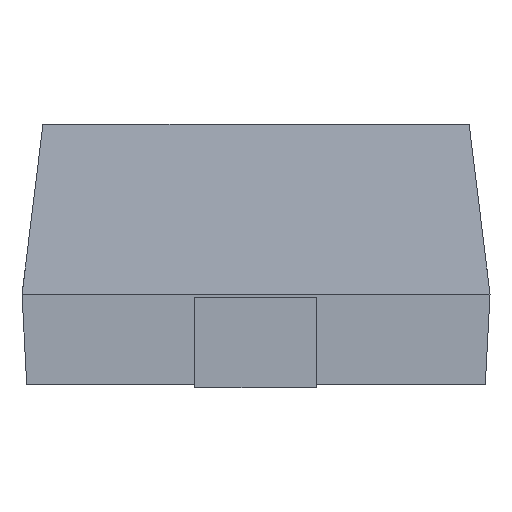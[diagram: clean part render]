
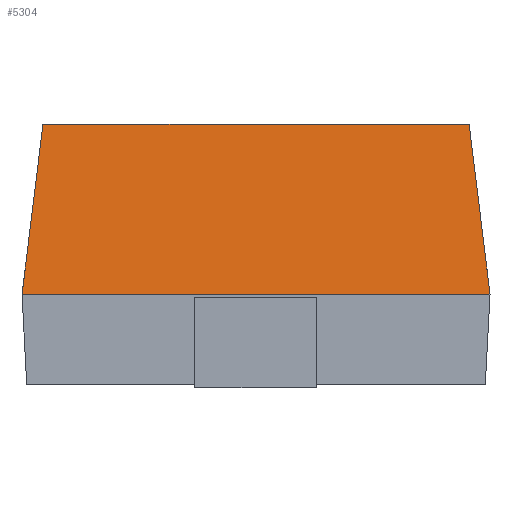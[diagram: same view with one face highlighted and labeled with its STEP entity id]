
A CAD part, left-side view. The second image highlights one B-rep face of the part: STEP entity #5304.
In plain terms, the highlighted planar face has unit normal (-0.993, 0, 0.122).
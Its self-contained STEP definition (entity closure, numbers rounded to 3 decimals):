
#985 = PLANE('',#986);
#986 = AXIS2_PLACEMENT_3D('',#987,#988,#989);
#987 = CARTESIAN_POINT('',(0.,0.,0.76
    ));
#988 = DIRECTION('',(0.,0.,-1.));
#989 = DIRECTION('',(0.,1.,0.));
#1201 = VERTEX_POINT('',#1202);
#1202 = CARTESIAN_POINT('',(-0.84,0.615,0.76));
#1216 = PLANE('',#1217);
#1217 = AXIS2_PLACEMENT_3D('',#1218,#1219,#1220);
#1218 = CARTESIAN_POINT('',(1.911,0.675,0.268));
#1219 = DIRECTION('',(0.,-0.993,
    -0.122));
#1220 = DIRECTION('',(0.,0.122,-0.993
    ));
#1257 = VERTEX_POINT('',#1258);
#1258 = CARTESIAN_POINT('',(-0.84,-0.615,0.76));
#1272 = PLANE('',#1273);
#1273 = AXIS2_PLACEMENT_3D('',#1274,#1275,#1276);
#1274 = CARTESIAN_POINT('',(1.911,-0.675,0.27));
#1275 = DIRECTION('',(0.,-0.993,
    0.122));
#1276 = DIRECTION('',(0.,-0.122,
    -0.993));
#1284 = EDGE_CURVE('',#1257,#1201,#1285,.T.);
#1285 = SURFACE_CURVE('',#1286,(#1290,#1297),.PCURVE_S1.);
#1286 = LINE('',#1287,#1288);
#1287 = CARTESIAN_POINT('',(-0.84,0.,0.76));
#1288 = VECTOR('',#1289,1.);
#1289 = DIRECTION('',(0.,1.,0.));
#1290 = PCURVE('',#985,#1291);
#1291 = DEFINITIONAL_REPRESENTATION('',(#1292),#1296);
#1292 = LINE('',#1293,#1294);
#1293 = CARTESIAN_POINT('',(0.,-0.84));
#1294 = VECTOR('',#1295,1.);
#1295 = DIRECTION('',(1.,0.));
#1296 = ( GEOMETRIC_REPRESENTATION_CONTEXT(2) 
PARAMETRIC_REPRESENTATION_CONTEXT() REPRESENTATION_CONTEXT('2D SPACE',''
  ) );
#1297 = PCURVE('',#1298,#1303);
#1298 = PLANE('',#1299);
#1299 = AXIS2_PLACEMENT_3D('',#1300,#1301,#1302);
#1300 = CARTESIAN_POINT('',(-0.9,1.262,0.27));
#1301 = DIRECTION('',(-0.993,0.,0.122
    ));
#1302 = DIRECTION('',(-0.122,0.,
    -0.993));
#1303 = DEFINITIONAL_REPRESENTATION('',(#1304),#1308);
#1304 = LINE('',#1305,#1306);
#1305 = CARTESIAN_POINT('',(-0.494,1.262));
#1306 = VECTOR('',#1307,1.);
#1307 = DIRECTION('',(0.,-1.));
#1308 = ( GEOMETRIC_REPRESENTATION_CONTEXT(2) 
PARAMETRIC_REPRESENTATION_CONTEXT() REPRESENTATION_CONTEXT('2D SPACE',''
  ) );
#5144 = EDGE_CURVE('',#1201,#5145,#5147,.T.);
#5145 = VERTEX_POINT('',#5146);
#5146 = CARTESIAN_POINT('',(-0.9,0.675,0.27));
#5147 = SURFACE_CURVE('',#5148,(#5152,#5159),.PCURVE_S1.);
#5148 = LINE('',#5149,#5150);
#5149 = CARTESIAN_POINT('',(-0.84,0.615,0.76));
#5150 = VECTOR('',#5151,1.);
#5151 = DIRECTION('',(-0.121,0.121,-0.985));
#5152 = PCURVE('',#1216,#5153);
#5153 = DEFINITIONAL_REPRESENTATION('',(#5154),#5158);
#5154 = LINE('',#5155,#5156);
#5155 = CARTESIAN_POINT('',(-0.496,-2.751));
#5156 = VECTOR('',#5157,1.);
#5157 = DIRECTION('',(0.993,-0.121));
#5158 = ( GEOMETRIC_REPRESENTATION_CONTEXT(2) 
PARAMETRIC_REPRESENTATION_CONTEXT() REPRESENTATION_CONTEXT('2D SPACE',''
  ) );
#5159 = PCURVE('',#1298,#5160);
#5160 = DEFINITIONAL_REPRESENTATION('',(#5161),#5165);
#5161 = LINE('',#5162,#5163);
#5162 = CARTESIAN_POINT('',(-0.494,0.647));
#5163 = VECTOR('',#5164,1.);
#5164 = DIRECTION('',(0.993,-0.121));
#5165 = ( GEOMETRIC_REPRESENTATION_CONTEXT(2) 
PARAMETRIC_REPRESENTATION_CONTEXT() REPRESENTATION_CONTEXT('2D SPACE',''
  ) );
#5185 = PLANE('',#5186);
#5186 = AXIS2_PLACEMENT_3D('',#5187,#5188,#5189);
#5187 = CARTESIAN_POINT('',(-0.9,-0.675,0.76));
#5188 = DIRECTION('',(-1.,0.,0.));
#5189 = DIRECTION('',(0.,0.,-1.));
#5304 = ADVANCED_FACE('',(#5305),#1298,.T.);
#5305 = FACE_BOUND('',#5306,.T.);
#5306 = EDGE_LOOP('',(#5307,#5330,#5331,#5332));
#5307 = ORIENTED_EDGE('',*,*,#5308,.T.);
#5308 = EDGE_CURVE('',#5309,#1257,#5311,.T.);
#5309 = VERTEX_POINT('',#5310);
#5310 = CARTESIAN_POINT('',(-0.9,-0.675,0.27));
#5311 = SURFACE_CURVE('',#5312,(#5316,#5323),.PCURVE_S1.);
#5312 = LINE('',#5313,#5314);
#5313 = CARTESIAN_POINT('',(-0.9,-0.675,0.27));
#5314 = VECTOR('',#5315,1.);
#5315 = DIRECTION('',(0.121,0.121,0.985));
#5316 = PCURVE('',#1298,#5317);
#5317 = DEFINITIONAL_REPRESENTATION('',(#5318),#5322);
#5318 = LINE('',#5319,#5320);
#5319 = CARTESIAN_POINT('',(0.,1.937));
#5320 = VECTOR('',#5321,1.);
#5321 = DIRECTION('',(-0.993,-0.121));
#5322 = ( GEOMETRIC_REPRESENTATION_CONTEXT(2) 
PARAMETRIC_REPRESENTATION_CONTEXT() REPRESENTATION_CONTEXT('2D SPACE',''
  ) );
#5323 = PCURVE('',#1272,#5324);
#5324 = DEFINITIONAL_REPRESENTATION('',(#5325),#5329);
#5325 = LINE('',#5326,#5327);
#5326 = CARTESIAN_POINT('',(0.,-2.811));
#5327 = VECTOR('',#5328,1.);
#5328 = DIRECTION('',(-0.993,0.121));
#5329 = ( GEOMETRIC_REPRESENTATION_CONTEXT(2) 
PARAMETRIC_REPRESENTATION_CONTEXT() REPRESENTATION_CONTEXT('2D SPACE',''
  ) );
#5330 = ORIENTED_EDGE('',*,*,#1284,.T.);
#5331 = ORIENTED_EDGE('',*,*,#5144,.T.);
#5332 = ORIENTED_EDGE('',*,*,#5333,.T.);
#5333 = EDGE_CURVE('',#5145,#5309,#5334,.T.);
#5334 = SURFACE_CURVE('',#5335,(#5339,#5346),.PCURVE_S1.);
#5335 = LINE('',#5336,#5337);
#5336 = CARTESIAN_POINT('',(-0.9,1.262,0.27));
#5337 = VECTOR('',#5338,1.);
#5338 = DIRECTION('',(0.,-1.,0.));
#5339 = PCURVE('',#1298,#5340);
#5340 = DEFINITIONAL_REPRESENTATION('',(#5341),#5345);
#5341 = LINE('',#5342,#5343);
#5342 = CARTESIAN_POINT('',(0.,0.));
#5343 = VECTOR('',#5344,1.);
#5344 = DIRECTION('',(0.,1.));
#5345 = ( GEOMETRIC_REPRESENTATION_CONTEXT(2) 
PARAMETRIC_REPRESENTATION_CONTEXT() REPRESENTATION_CONTEXT('2D SPACE',''
  ) );
#5346 = PCURVE('',#5185,#5347);
#5347 = DEFINITIONAL_REPRESENTATION('',(#5348),#5352);
#5348 = LINE('',#5349,#5350);
#5349 = CARTESIAN_POINT('',(0.49,-1.937));
#5350 = VECTOR('',#5351,1.);
#5351 = DIRECTION('',(0.,1.));
#5352 = ( GEOMETRIC_REPRESENTATION_CONTEXT(2) 
PARAMETRIC_REPRESENTATION_CONTEXT() REPRESENTATION_CONTEXT('2D SPACE',''
  ) );
